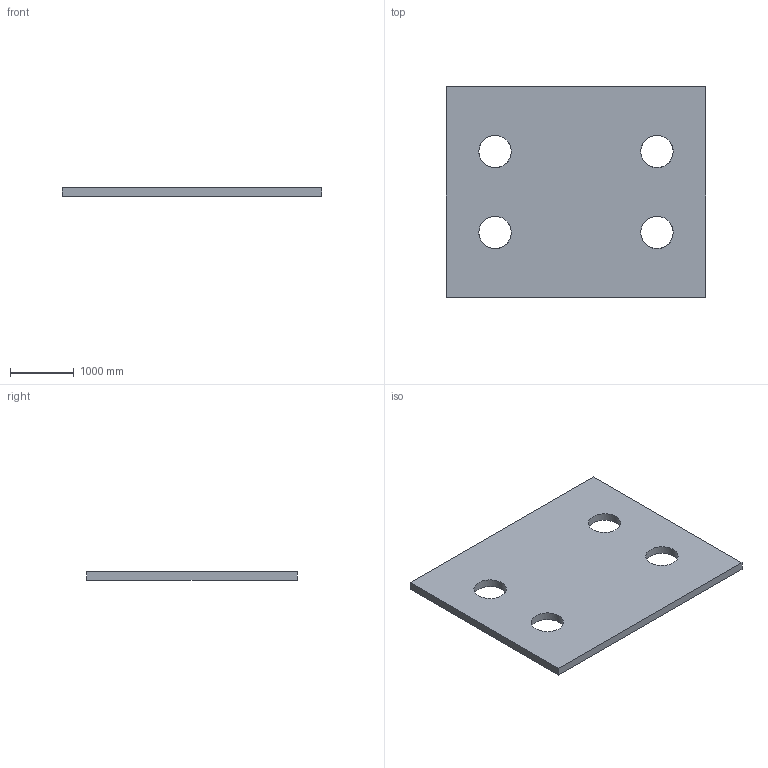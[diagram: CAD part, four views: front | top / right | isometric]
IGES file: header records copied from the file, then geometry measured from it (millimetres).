
Global section: file name: FS CP1; native system: AutoCAD 2019 - Français (French),; preprocessor: Autodesk Translation Framework DWG producer (atf_dwg_producer); organization: unknown; date: 20210522.125453; units: inch
Bounding box: 4064 x 3302 x 127 mm (x, y, z)
Volume: 1601140226.1 mm3; surface area: 27900159.3 mm2
Topology: 1 solids, 1 shells, 10 faces, 24 edges, 16 vertices
Faces by surface type: bspline 10
